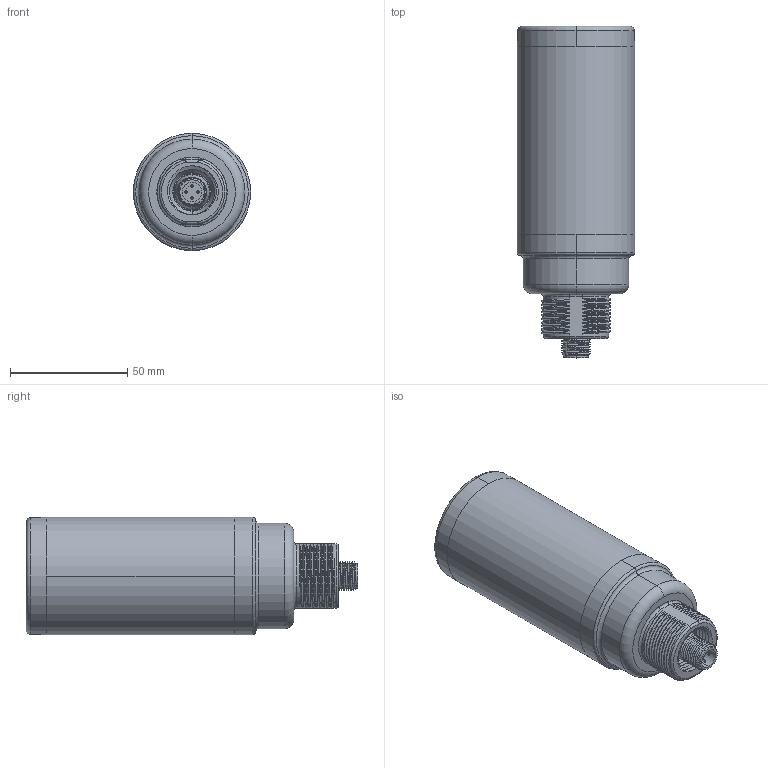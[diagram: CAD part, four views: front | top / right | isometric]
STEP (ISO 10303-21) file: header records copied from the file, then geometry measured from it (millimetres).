
FILE_DESCRIPTION((''),'2;1');
FILE_NAME('146178_SW','2009-04-28T',('banengservice'),('BANNER ENGINEERING'),'PRO/ENGINEER BY PARAMETRIC TECHNOLOGY CORPORATION, 2006170','PRO/ENGINEER BY PARAMETRIC TECHNOLOGY CORPORATION, 2006170','');
FILE_SCHEMA(('CONFIG_CONTROL_DESIGN'));
Length unit declared in the file: inch
Products named in the file (1): 146178_SW
Bounding box: 50 x 141.5 x 50 mm (x, y, z)
Volume: 31293.3 mm3; surface area: 56314.2 mm2
Topology: 2 solids, 3 shells, 564 faces, 1470 edges, 945 vertices
Faces by surface type: cylinder 191, bspline 172, plane 117, cone 44, torus 40
Entity records: 50554 total; most frequent: CARTESIAN_POINT 38156, ORIENTED_EDGE 2940, DIRECTION 1993, EDGE_CURVE 1470, VERTEX_POINT 945, AXIS2_PLACEMENT_3D 777, B_SPLINE_CURVE_WITH_KNOTS 647, EDGE_LOOP 601
